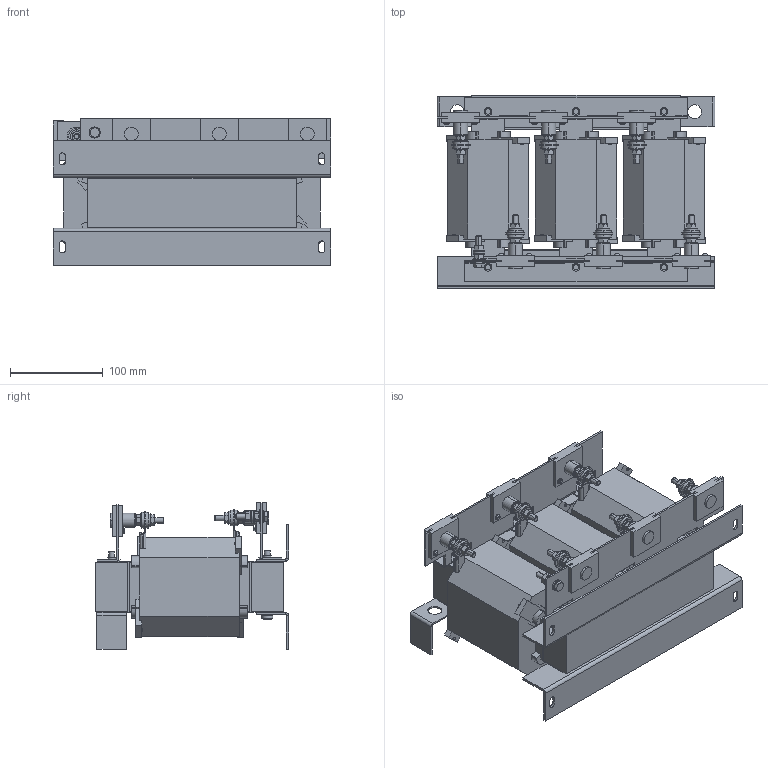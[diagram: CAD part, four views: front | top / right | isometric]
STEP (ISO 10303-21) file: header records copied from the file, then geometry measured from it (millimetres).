
FILE_DESCRIPTION (( 'STEP AP214' ), '1' );
FILE_NAME ('191295.STEP', '2020-05-29T01:07:47', ( '' ), ( '' ), 'SwSTEP 2.0', 'SolidWorks 2018', '' );
FILE_SCHEMA (( 'AUTOMOTIVE_DESIGN' ));
Length unit declared in the file: millimetre
Products named in the file (1): 191295
Bounding box: 300 x 208.55 x 158.5 mm (x, y, z)
Volume: 4124755.8 mm3; surface area: 446120.1 mm2
Topology: 1 solids, 1 shells, 1663 faces, 4244 edges, 2652 vertices
Faces by surface type: plane 985, cylinder 352, cone 160, bspline 138, torus 16, sphere 12
Entity records: 55292 total; most frequent: CARTESIAN_POINT 15857, ORIENTED_EDGE 8488, DIRECTION 7762, EDGE_CURVE 4244, LINE 2692, VECTOR 2692, VERTEX_POINT 2652, AXIS2_PLACEMENT_3D 2535
